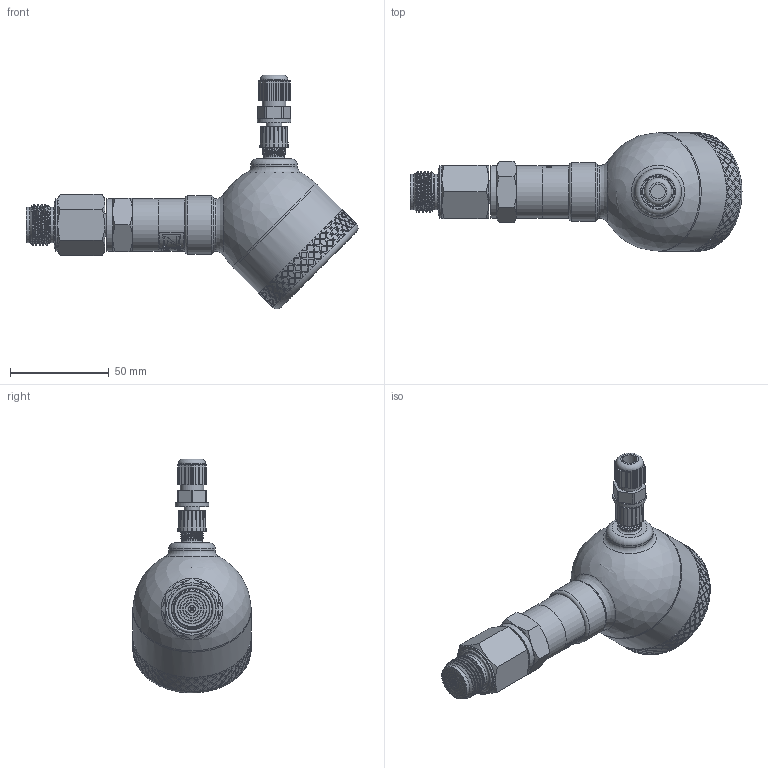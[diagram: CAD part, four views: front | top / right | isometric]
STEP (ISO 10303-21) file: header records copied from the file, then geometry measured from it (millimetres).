
FILE_DESCRIPTION(/* description */ (''),/* implementation_level */ '2;1');
FILE_NAME(/* name */ 'APZ3420mFH_G1''2DIN-flush_3_display.step',/* time_stamp */ '2021-07-07T16:07:56+03:00',/* author */ (''),/* organization */ (''),/* preprocessor_version */ 'ST-DEVELOPER v18.1',/* originating_system */ 'Autodesk Translation Framework v10.9.0.1377',/* authorisation */ '');
FILE_SCHEMA (('AUTOMOTIVE_DESIGN { 1 0 10303 214 3 1 1 }'));
Length unit declared in the file: millimetre
Products named in the file (9): АПЗ420М-полевойкорпус-
заполненный; Заполненный полевой 
корпус v13; Cover for display; Display; Main body; M12x1 adapter; M12x1 female straight v9; G1\4EN; G1'2DIN diaphragm 18 v5 (1)
Assembly tree (7 placements, depth 3):
  АПЗ420М-полевойкорпус-
заполненный
    Заполненный полевой 
корпус v13
      Cover for display
      Display
      Main body
      M12x1 adapter
      M12x1 female straight v9
    G1\4EN
  G1'2DIN diaphragm 18 v5 (1)
Bounding box: 168.38 x 60.1 x 118.64 mm (x, y, z)
Volume: 240640.9 mm3; surface area: 54390.3 mm2
Topology: 18 solids, 18 shells, 1831 faces, 4599 edges, 3022 vertices
Faces by surface type: bspline 1003, plane 398, cylinder 349, cone 49, torus 31, sphere 1
Full cylindrical faces by diameter (mm): 1 x4, 2 x1, 3.3 x1, 4 x1, 5 x7, 7.3 x1, 8 x3, 9.3 x1, 9.5 x2, 10.293 x1, 10.5 x2, 10.741 x7, 11 x1, 11.445 x4, 11.884 x6, 12 x1, 13.157 x9, 14 x1, 17 x1, 18 x2, 18.631 x4, 19.7 x1, 21 x1, 21.6 x1, 21.767 x1, 22.4 x1, 23.6 x1, 24 x1, 24.5 x2, 26.5 x3
Entity records: 82757 total; most frequent: CARTESIAN_POINT 46546, ORIENTED_EDGE 9194, EDGE_CURVE 4597, DIRECTION 4097, VERTEX_POINT 3022, B_SPLINE_CURVE_WITH_KNOTS 2772, EDGE_LOOP 2089, FACE_OUTER_BOUND 1831
